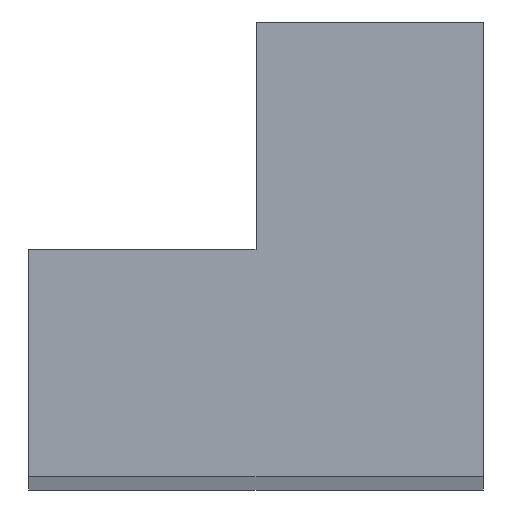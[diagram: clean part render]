
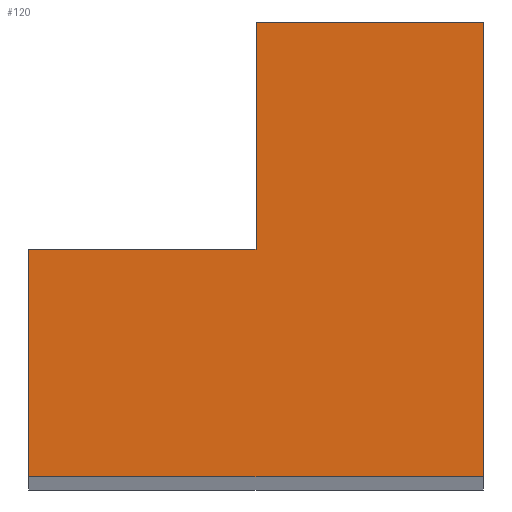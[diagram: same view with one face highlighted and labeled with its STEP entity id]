
A CAD part, top view. The second image highlights one B-rep face of the part: STEP entity #120.
In plain terms, the highlighted planar face has unit normal (0, 0, 1).
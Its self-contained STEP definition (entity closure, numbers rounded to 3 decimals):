
#7 = PLANE ( 'NONE',  #74 ) ;
#10 = ORIENTED_EDGE ( 'NONE', *, *, #154, .T. ) ;
#20 = CARTESIAN_POINT ( 'NONE',  ( 2.625, 2.625, 86. ) ) ;
#24 = CARTESIAN_POINT ( 'NONE',  ( 0., 2.625, 86. ) ) ;
#28 = ORIENTED_EDGE ( 'NONE', *, *, #232, .T. ) ;
#56 = LINE ( 'NONE', #128, #133 ) ;
#61 = CARTESIAN_POINT ( 'NONE',  ( 2.625, 2.625, 86. ) ) ;
#63 = EDGE_CURVE ( 'NONE', #91, #230, #186, .T. ) ;
#65 = DIRECTION ( 'NONE',  ( 0., -1., 0. ) ) ;
#66 = VERTEX_POINT ( 'NONE', #109 ) ;
#69 = CARTESIAN_POINT ( 'NONE',  ( -2.625, -2.625, 86. ) ) ;
#74 = AXIS2_PLACEMENT_3D ( 'NONE', #219, #194, #94 ) ;
#75 = EDGE_LOOP ( 'NONE', ( #10, #202, #28, #200, #208, #145 ) ) ;
#79 = DIRECTION ( 'NONE',  ( -1., 0., 0. ) ) ;
#80 = EDGE_CURVE ( 'NONE', #147, #66, #56, .T. ) ;
#82 = EDGE_CURVE ( 'NONE', #165, #140, #235, .T. ) ;
#84 = LINE ( 'NONE', #61, #150 ) ;
#91 = VERTEX_POINT ( 'NONE', #20 ) ;
#94 = DIRECTION ( 'NONE',  ( -1., 0., 0. ) ) ;
#96 = CARTESIAN_POINT ( 'NONE',  ( 2.625, -2.625, 86. ) ) ;
#98 = LINE ( 'NONE', #181, #248 ) ;
#109 = CARTESIAN_POINT ( 'NONE',  ( -2.625, 0., 86. ) ) ;
#112 = DIRECTION ( 'NONE',  ( 1., 0., 0. ) ) ;
#120 = ADVANCED_FACE ( 'NONE', ( #211 ), #7, .F. ) ;
#128 = CARTESIAN_POINT ( 'NONE',  ( -2.625, 0., 86. ) ) ;
#133 = VECTOR ( 'NONE', #253, 1000. ) ;
#139 = CARTESIAN_POINT ( 'NONE',  ( -2.625, -2.625, 86. ) ) ;
#140 = VERTEX_POINT ( 'NONE', #155 ) ;
#144 = VECTOR ( 'NONE', #112, 1000. ) ;
#145 = ORIENTED_EDGE ( 'NONE', *, *, #80, .T. ) ;
#147 = VERTEX_POINT ( 'NONE', #201 ) ;
#150 = VECTOR ( 'NONE', #190, 1000. ) ;
#154 = EDGE_CURVE ( 'NONE', #66, #165, #158, .T. ) ;
#155 = CARTESIAN_POINT ( 'NONE',  ( 2.625, -2.625, 86. ) ) ;
#158 = LINE ( 'NONE', #69, #193 ) ;
#165 = VERTEX_POINT ( 'NONE', #139 ) ;
#171 = EDGE_CURVE ( 'NONE', #230, #147, #98, .T. ) ;
#181 = CARTESIAN_POINT ( 'NONE',  ( 0., 0., 86. ) ) ;
#186 = LINE ( 'NONE', #209, #196 ) ;
#190 = DIRECTION ( 'NONE',  ( 0., 1., 0. ) ) ;
#193 = VECTOR ( 'NONE', #198, 1000. ) ;
#194 = DIRECTION ( 'NONE',  ( 0., 0., -1. ) ) ;
#196 = VECTOR ( 'NONE', #79, 1000. ) ;
#198 = DIRECTION ( 'NONE',  ( 0., -1., 0. ) ) ;
#200 = ORIENTED_EDGE ( 'NONE', *, *, #63, .T. ) ;
#201 = CARTESIAN_POINT ( 'NONE',  ( 0., 0., 86. ) ) ;
#202 = ORIENTED_EDGE ( 'NONE', *, *, #82, .T. ) ;
#208 = ORIENTED_EDGE ( 'NONE', *, *, #171, .T. ) ;
#209 = CARTESIAN_POINT ( 'NONE',  ( 0., 2.625, 86. ) ) ;
#211 = FACE_OUTER_BOUND ( 'NONE', #75, .T. ) ;
#219 = CARTESIAN_POINT ( 'NONE',  ( 0., 0., 86. ) ) ;
#230 = VERTEX_POINT ( 'NONE', #24 ) ;
#232 = EDGE_CURVE ( 'NONE', #140, #91, #84, .T. ) ;
#235 = LINE ( 'NONE', #96, #144 ) ;
#248 = VECTOR ( 'NONE', #65, 1000. ) ;
#253 = DIRECTION ( 'NONE',  ( -1., 0., 0. ) ) ;
